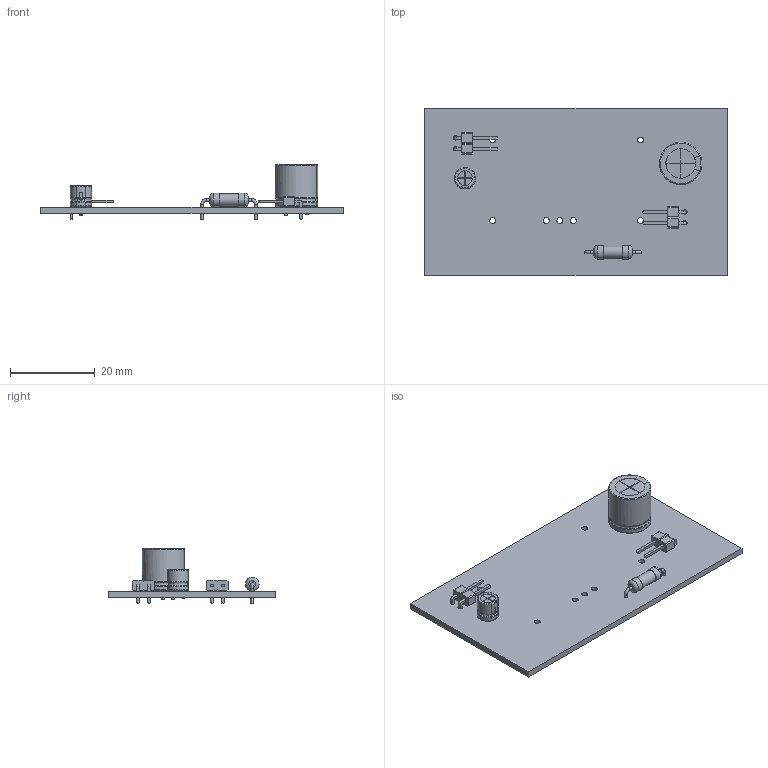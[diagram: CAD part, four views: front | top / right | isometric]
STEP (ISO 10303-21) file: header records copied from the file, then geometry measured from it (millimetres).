
FILE_DESCRIPTION(('KiCad electronic assembly'),'2;1');
FILE_NAME('motor power breakout.step','2025-03-23T18:16:25',('Pcbnew'),( 'Kicad'),'Open CASCADE STEP processor 7.8','KiCad to STEP converter' ,'Unknown');
FILE_SCHEMA(('AUTOMOTIVE_DESIGN { 1 0 10303 214 1 1 1 1 }'));
Length unit declared in the file: millimetre
Products named in the file (6): motor power breakout 1; CP_Radial_D10.0mm_P5.00mm; CP_Radial_D5.0mm_P2.50mm; R_Axial_DIN0309_L9.0mm_D3.2mm_P12.70mm_Horizontal; PinHeader_1x02_P2.54mm_Horizontal; motor power breakout_PCB
Assembly tree (6 placements, depth 2):
  motor power breakout 1
    CP_Radial_D10.0mm_P5.00mm
    CP_Radial_D5.0mm_P2.50mm
    R_Axial_DIN0309_L9.0mm_D3.2mm_P12.70mm_Horizontal
    PinHeader_1x02_P2.54mm_Horizontal  x2
    motor power breakout_PCB
Bounding box: 71.5 x 39.5 x 13 mm (x, y, z)
Volume: 5249.1 mm3; surface area: 7120.9 mm2
Topology: 6 solids, 8 shells, 253 faces, 605 edges, 385 vertices
Faces by surface type: plane 170, cylinder 55, bspline 11, revolution 9, torus 8
Full cylindrical faces by diameter (mm): 0.5 x2, 0.7 x6, 0.8 x4, 1 x6, 1.4 x7, 2.88 x1, 3.2 x2
Entity records: 8270 total; most frequent: CARTESIAN_POINT 2355, DIRECTION 949, ORIENTED_EDGE 930, EDGE_CURVE 465, AXIS2_PLACEMENT_3D 335, VERTEX_POINT 297, LINE 270, VECTOR 270
